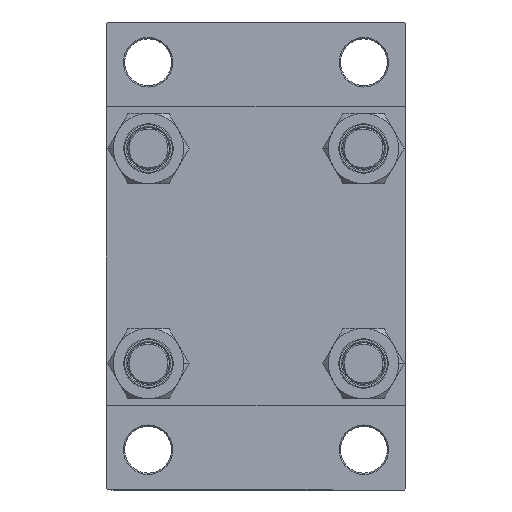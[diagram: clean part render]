
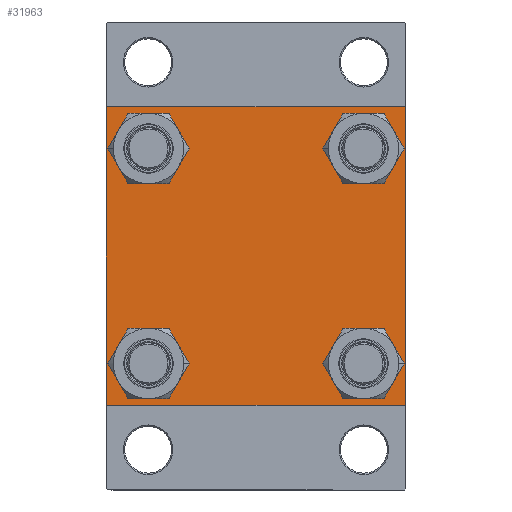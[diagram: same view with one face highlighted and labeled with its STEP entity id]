
A CAD part, left-side view. The second image highlights one B-rep face of the part: STEP entity #31963.
In plain terms, the highlighted planar face has unit normal (-1, 0, 0).
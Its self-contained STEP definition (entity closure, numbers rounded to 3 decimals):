
#411 = CARTESIAN_POINT ( 'NONE',  ( 0., 41.35, -32.85 ) ) ;
#1840 = CARTESIAN_POINT ( 'NONE',  ( 0., 41.35, -41.35 ) ) ;
#2279 = ORIENTED_EDGE ( 'NONE', *, *, #25560, .T. ) ;
#2303 = EDGE_CURVE ( 'NONE', #36512, #37410, #46155, .T. ) ;
#2355 = FACE_OUTER_BOUND ( 'NONE', #20756, .T. ) ;
#2399 = LINE ( 'NONE', #20588, #25189 ) ;
#2506 = CARTESIAN_POINT ( 'NONE',  ( 0., -41.35, -41.35 ) ) ;
#2538 = VECTOR ( 'NONE', #19780, 1000. ) ;
#3144 = VERTEX_POINT ( 'NONE', #21320 ) ;
#3329 = CARTESIAN_POINT ( 'NONE',  ( 0., 57.25, -57.25 ) ) ;
#3580 = CARTESIAN_POINT ( 'NONE',  ( 0., 57.5, 57. ) ) ;
#3952 = CARTESIAN_POINT ( 'NONE',  ( 0., 57., 57.5 ) ) ;
#4140 = VERTEX_POINT ( 'NONE', #16563 ) ;
#4577 = CIRCLE ( 'NONE', #44019, 8.5 ) ;
#4674 = EDGE_CURVE ( 'NONE', #30514, #8365, #31838, .T. ) ;
#4950 = ORIENTED_EDGE ( 'NONE', *, *, #6972, .T. ) ;
#5667 = ORIENTED_EDGE ( 'NONE', *, *, #46216, .T. ) ;
#5759 = CIRCLE ( 'NONE', #39009, 8.5 ) ;
#6248 = VECTOR ( 'NONE', #9653, 1000. ) ;
#6252 = LINE ( 'NONE', #3329, #18847 ) ;
#6265 = CARTESIAN_POINT ( 'NONE',  ( 0., -41.35, 41.35 ) ) ;
#6272 = DIRECTION ( 'NONE',  ( 0., -1., 0. ) ) ;
#6972 = EDGE_CURVE ( 'NONE', #42812, #16596, #22877, .T. ) ;
#8229 = CARTESIAN_POINT ( 'NONE',  ( 0., 57.5, -57. ) ) ;
#8365 = VERTEX_POINT ( 'NONE', #43853 ) ;
#8433 = CIRCLE ( 'NONE', #39366, 8.5 ) ;
#8629 = AXIS2_PLACEMENT_3D ( 'NONE', #1840, #10065, #17344 ) ;
#8647 = CARTESIAN_POINT ( 'NONE',  ( 0., 41.35, 41.35 ) ) ;
#9653 = DIRECTION ( 'NONE',  ( 0., 0.707, -0.707 ) ) ;
#9978 = ORIENTED_EDGE ( 'NONE', *, *, #47202, .T. ) ;
#10065 = DIRECTION ( 'NONE',  ( 1., 0., 0. ) ) ;
#10380 = DIRECTION ( 'NONE',  ( 0., 0., 1. ) ) ;
#10817 = CIRCLE ( 'NONE', #20126, 8.5 ) ;
#10824 = DIRECTION ( 'NONE',  ( 0., 0., 1. ) ) ;
#10963 = DIRECTION ( 'NONE',  ( 0., 0., -1. ) ) ;
#11110 = EDGE_CURVE ( 'NONE', #41084, #35506, #25749, .T. ) ;
#11493 = DIRECTION ( 'NONE',  ( 1., 0., 0. ) ) ;
#11504 = VERTEX_POINT ( 'NONE', #18420 ) ;
#11963 = EDGE_CURVE ( 'NONE', #4140, #16230, #5759, .T. ) ;
#12279 = CARTESIAN_POINT ( 'NONE',  ( 0., 41.35, 32.85 ) ) ;
#12299 = DIRECTION ( 'NONE',  ( 0., 0., 1. ) ) ;
#12681 = CARTESIAN_POINT ( 'NONE',  ( 0., -41.35, 49.85 ) ) ;
#13187 = ORIENTED_EDGE ( 'NONE', *, *, #13739, .T. ) ;
#13421 = DIRECTION ( 'NONE',  ( 0., 0., 1. ) ) ;
#13425 = EDGE_CURVE ( 'NONE', #26810, #37410, #2399, .T. ) ;
#13739 = EDGE_CURVE ( 'NONE', #30056, #11504, #31386, .T. ) ;
#13753 = CARTESIAN_POINT ( 'NONE',  ( 0., 0., 0. ) ) ;
#13922 = CARTESIAN_POINT ( 'NONE',  ( 0., -57.5, -57. ) ) ;
#13961 = ORIENTED_EDGE ( 'NONE', *, *, #13425, .F. ) ;
#14847 = CARTESIAN_POINT ( 'NONE',  ( 0., 57.5, 57.5 ) ) ;
#16230 = VERTEX_POINT ( 'NONE', #39246 ) ;
#16563 = CARTESIAN_POINT ( 'NONE',  ( 0., -41.35, -32.85 ) ) ;
#16596 = VERTEX_POINT ( 'NONE', #32185 ) ;
#17300 = ORIENTED_EDGE ( 'NONE', *, *, #2303, .T. ) ;
#17344 = DIRECTION ( 'NONE',  ( 0., 0., 1. ) ) ;
#17474 = CARTESIAN_POINT ( 'NONE',  ( 0., -57.5, 57. ) ) ;
#18122 = DIRECTION ( 'NONE',  ( 0., -0.707, -0.707 ) ) ;
#18420 = CARTESIAN_POINT ( 'NONE',  ( 0., -41.35, 32.85 ) ) ;
#18520 = CARTESIAN_POINT ( 'NONE',  ( 0., 57.5, -57.5 ) ) ;
#18847 = VECTOR ( 'NONE', #18122, 1000. ) ;
#19780 = DIRECTION ( 'NONE',  ( 0., -0.707, 0.707 ) ) ;
#19859 = VERTEX_POINT ( 'NONE', #12279 ) ;
#20126 = AXIS2_PLACEMENT_3D ( 'NONE', #40066, #11493, #47812 ) ;
#20345 = CARTESIAN_POINT ( 'NONE',  ( 0., 41.35, -41.35 ) ) ;
#20588 = CARTESIAN_POINT ( 'NONE',  ( 0., 57.5, 57.5 ) ) ;
#20756 = EDGE_LOOP ( 'NONE', ( #45638, #5667, #4950, #9978, #21244, #17300, #13961, #35469 ) ) ;
#21244 = ORIENTED_EDGE ( 'NONE', *, *, #36706, .F. ) ;
#21320 = CARTESIAN_POINT ( 'NONE',  ( 0., 41.35, 49.85 ) ) ;
#22028 = EDGE_LOOP ( 'NONE', ( #39692, #40046 ) ) ;
#22075 = CARTESIAN_POINT ( 'NONE',  ( 0., -57., 57.5 ) ) ;
#22278 = CARTESIAN_POINT ( 'NONE',  ( 0., 41.35, 41.35 ) ) ;
#22303 = LINE ( 'NONE', #36585, #24752 ) ;
#22877 = LINE ( 'NONE', #18520, #24949 ) ;
#24726 = CIRCLE ( 'NONE', #30941, 8.5 ) ;
#24752 = VECTOR ( 'NONE', #39978, 1000. ) ;
#24797 = DIRECTION ( 'NONE',  ( 1., 0., 0. ) ) ;
#24949 = VECTOR ( 'NONE', #33286, 1000. ) ;
#24989 = AXIS2_PLACEMENT_3D ( 'NONE', #6265, #39448, #10380 ) ;
#25189 = VECTOR ( 'NONE', #6272, 1000. ) ;
#25560 = EDGE_CURVE ( 'NONE', #3144, #19859, #4577, .T. ) ;
#25749 = LINE ( 'NONE', #14847, #44409 ) ;
#26148 = DIRECTION ( 'NONE',  ( 1., 0., 0. ) ) ;
#26249 = AXIS2_PLACEMENT_3D ( 'NONE', #13753, #28524, #10824 ) ;
#26810 = VERTEX_POINT ( 'NONE', #3952 ) ;
#27210 = EDGE_CURVE ( 'NONE', #8365, #30514, #24726, .T. ) ;
#28285 = FACE_BOUND ( 'NONE', #22028, .T. ) ;
#28325 = DIRECTION ( 'NONE',  ( 0., 0., 1. ) ) ;
#28524 = DIRECTION ( 'NONE',  ( -1., 0., 0. ) ) ;
#29241 = FACE_BOUND ( 'NONE', #31023, .T. ) ;
#29938 = VERTEX_POINT ( 'NONE', #13922 ) ;
#30056 = VERTEX_POINT ( 'NONE', #12681 ) ;
#30273 = DIRECTION ( 'NONE',  ( 0., 0., 1. ) ) ;
#30481 = ORIENTED_EDGE ( 'NONE', *, *, #11963, .T. ) ;
#30514 = VERTEX_POINT ( 'NONE', #411 ) ;
#30941 = AXIS2_PLACEMENT_3D ( 'NONE', #20345, #46234, #28325 ) ;
#31023 = EDGE_LOOP ( 'NONE', ( #2279, #40119 ) ) ;
#31386 = CIRCLE ( 'NONE', #45276, 8.5 ) ;
#31838 = CIRCLE ( 'NONE', #8629, 8.5 ) ;
#31963 = ADVANCED_FACE ( 'NONE', ( #36495, #40124, #28285, #29241, #2355 ), #44005, .T. ) ;
#32185 = CARTESIAN_POINT ( 'NONE',  ( 0., -57., -57.5 ) ) ;
#32381 = CARTESIAN_POINT ( 'NONE',  ( 0., -41.35, 41.35 ) ) ;
#32650 = LINE ( 'NONE', #47404, #6248 ) ;
#33286 = DIRECTION ( 'NONE',  ( 0., -1., 0. ) ) ;
#34042 = EDGE_CURVE ( 'NONE', #16230, #4140, #10817, .T. ) ;
#34364 = EDGE_CURVE ( 'NONE', #19859, #3144, #8433, .T. ) ;
#34849 = VECTOR ( 'NONE', #39611, 1000. ) ;
#35469 = ORIENTED_EDGE ( 'NONE', *, *, #39970, .T. ) ;
#35506 = VERTEX_POINT ( 'NONE', #8229 ) ;
#35748 = CARTESIAN_POINT ( 'NONE',  ( 0., -57.25, 57.25 ) ) ;
#35815 = CARTESIAN_POINT ( 'NONE',  ( 0., 57., -57.5 ) ) ;
#36495 = FACE_BOUND ( 'NONE', #46222, .T. ) ;
#36512 = VERTEX_POINT ( 'NONE', #17474 ) ;
#36585 = CARTESIAN_POINT ( 'NONE',  ( 0., -57.5, 57.5 ) ) ;
#36706 = EDGE_CURVE ( 'NONE', #36512, #29938, #22303, .T. ) ;
#37265 = ORIENTED_EDGE ( 'NONE', *, *, #34042, .T. ) ;
#37410 = VERTEX_POINT ( 'NONE', #22075 ) ;
#37458 = CARTESIAN_POINT ( 'NONE',  ( 0., -57.25, -57.25 ) ) ;
#39009 = AXIS2_PLACEMENT_3D ( 'NONE', #2506, #24797, #13421 ) ;
#39157 = DIRECTION ( 'NONE',  ( 0., 0., 1. ) ) ;
#39246 = CARTESIAN_POINT ( 'NONE',  ( 0., -41.35, -49.85 ) ) ;
#39366 = AXIS2_PLACEMENT_3D ( 'NONE', #22278, #26148, #30273 ) ;
#39393 = DIRECTION ( 'NONE',  ( 1., 0., 0. ) ) ;
#39448 = DIRECTION ( 'NONE',  ( 1., 0., 0. ) ) ;
#39611 = DIRECTION ( 'NONE',  ( 0., 0.707, 0.707 ) ) ;
#39692 = ORIENTED_EDGE ( 'NONE', *, *, #4674, .T. ) ;
#39970 = EDGE_CURVE ( 'NONE', #26810, #41084, #32650, .T. ) ;
#39978 = DIRECTION ( 'NONE',  ( 0., 0., -1. ) ) ;
#40046 = ORIENTED_EDGE ( 'NONE', *, *, #27210, .T. ) ;
#40066 = CARTESIAN_POINT ( 'NONE',  ( 0., -41.35, -41.35 ) ) ;
#40119 = ORIENTED_EDGE ( 'NONE', *, *, #34364, .T. ) ;
#40124 = FACE_BOUND ( 'NONE', #43161, .T. ) ;
#41084 = VERTEX_POINT ( 'NONE', #3580 ) ;
#42552 = ORIENTED_EDGE ( 'NONE', *, *, #47905, .T. ) ;
#42812 = VERTEX_POINT ( 'NONE', #35815 ) ;
#43161 = EDGE_LOOP ( 'NONE', ( #30481, #37265 ) ) ;
#43853 = CARTESIAN_POINT ( 'NONE',  ( 0., 41.35, -49.85 ) ) ;
#44005 = PLANE ( 'NONE',  #26249 ) ;
#44019 = AXIS2_PLACEMENT_3D ( 'NONE', #8647, #45463, #12299 ) ;
#44409 = VECTOR ( 'NONE', #10963, 1000. ) ;
#45205 = LINE ( 'NONE', #37458, #2538 ) ;
#45276 = AXIS2_PLACEMENT_3D ( 'NONE', #32381, #39393, #39157 ) ;
#45463 = DIRECTION ( 'NONE',  ( 1., 0., 0. ) ) ;
#45638 = ORIENTED_EDGE ( 'NONE', *, *, #11110, .T. ) ;
#45861 = CIRCLE ( 'NONE', #24989, 8.5 ) ;
#46155 = LINE ( 'NONE', #35748, #34849 ) ;
#46216 = EDGE_CURVE ( 'NONE', #35506, #42812, #6252, .T. ) ;
#46222 = EDGE_LOOP ( 'NONE', ( #13187, #42552 ) ) ;
#46234 = DIRECTION ( 'NONE',  ( 1., 0., 0. ) ) ;
#47202 = EDGE_CURVE ( 'NONE', #16596, #29938, #45205, .T. ) ;
#47404 = CARTESIAN_POINT ( 'NONE',  ( 0., 57.25, 57.25 ) ) ;
#47812 = DIRECTION ( 'NONE',  ( 0., 0., 1. ) ) ;
#47905 = EDGE_CURVE ( 'NONE', #11504, #30056, #45861, .T. ) ;
